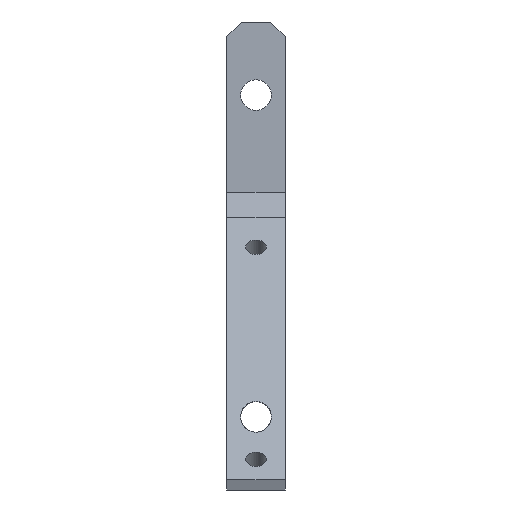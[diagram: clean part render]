
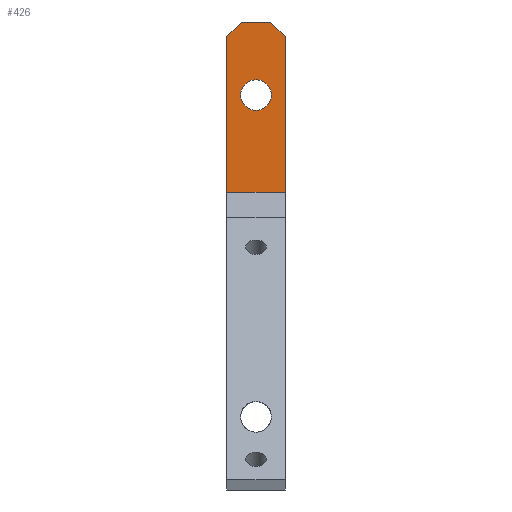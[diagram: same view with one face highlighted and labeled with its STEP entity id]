
A CAD part, front view. The second image highlights one B-rep face of the part: STEP entity #426.
In plain terms, the highlighted planar face has unit normal (0, -1, 0).
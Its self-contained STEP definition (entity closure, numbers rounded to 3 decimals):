
#21 = EDGE_CURVE('',#22,#24,#26,.T.);
#22 = VERTEX_POINT('',#23);
#23 = CARTESIAN_POINT('',(2.5,-13.5,52.));
#24 = VERTEX_POINT('',#25);
#25 = CARTESIAN_POINT('',(2.5,-13.5,30.691));
#26 = SURFACE_CURVE('',#27,(#31,#43),.PCURVE_S1.);
#27 = LINE('',#28,#29);
#28 = CARTESIAN_POINT('',(2.5,-13.5,54.));
#29 = VECTOR('',#30,1.);
#30 = DIRECTION('',(0.,0.,-1.));
#31 = PCURVE('',#32,#37);
#32 = PLANE('',#33);
#33 = AXIS2_PLACEMENT_3D('',#34,#35,#36);
#34 = CARTESIAN_POINT('',(2.5,-22.686,10.824));
#35 = DIRECTION('',(1.,0.,0.));
#36 = DIRECTION('',(0.,0.,1.));
#37 = DEFINITIONAL_REPRESENTATION('',(#38),#42);
#38 = LINE('',#39,#40);
#39 = CARTESIAN_POINT('',(43.176,-9.186));
#40 = VECTOR('',#41,1.);
#41 = DIRECTION('',(-1.,0.));
#42 = ( GEOMETRIC_REPRESENTATION_CONTEXT(2) 
PARAMETRIC_REPRESENTATION_CONTEXT() REPRESENTATION_CONTEXT('2D SPACE',''
  ) );
#43 = PCURVE('',#44,#49);
#44 = PLANE('',#45);
#45 = AXIS2_PLACEMENT_3D('',#46,#47,#48);
#46 = CARTESIAN_POINT('',(2.5,-13.5,54.));
#47 = DIRECTION('',(0.,1.,0.));
#48 = DIRECTION('',(0.,0.,-1.));
#49 = DEFINITIONAL_REPRESENTATION('',(#50),#54);
#50 = LINE('',#51,#52);
#51 = CARTESIAN_POINT('',(0.,0.));
#52 = VECTOR('',#53,1.);
#53 = DIRECTION('',(1.,0.));
#54 = ( GEOMETRIC_REPRESENTATION_CONTEXT(2) 
PARAMETRIC_REPRESENTATION_CONTEXT() REPRESENTATION_CONTEXT('2D SPACE',''
  ) );
#72 = PLANE('',#73);
#73 = AXIS2_PLACEMENT_3D('',#74,#75,#76);
#74 = CARTESIAN_POINT('',(2.5,-14.207,28.984));
#75 = DIRECTION('',(0.,0.924,-0.383));
#76 = DIRECTION('',(1.,0.,0.));
#238 = PLANE('',#239);
#239 = AXIS2_PLACEMENT_3D('',#240,#241,#242);
#240 = CARTESIAN_POINT('',(3.5,-13.5,53.));
#241 = DIRECTION('',(0.707,0.,-0.707));
#242 = DIRECTION('',(0.,1.,0.));
#426 = ADVANCED_FACE('',(#427,#558),#44,.F.);
#427 = FACE_BOUND('',#428,.F.);
#428 = EDGE_LOOP('',(#429,#459,#487,#515,#536,#537));
#429 = ORIENTED_EDGE('',*,*,#430,.T.);
#430 = EDGE_CURVE('',#431,#433,#435,.T.);
#431 = VERTEX_POINT('',#432);
#432 = CARTESIAN_POINT('',(4.5,-13.5,54.));
#433 = VERTEX_POINT('',#434);
#434 = CARTESIAN_POINT('',(8.5,-13.5,54.));
#435 = SURFACE_CURVE('',#436,(#440,#447),.PCURVE_S1.);
#436 = LINE('',#437,#438);
#437 = CARTESIAN_POINT('',(2.5,-13.5,54.));
#438 = VECTOR('',#439,1.);
#439 = DIRECTION('',(1.,0.,0.));
#440 = PCURVE('',#44,#441);
#441 = DEFINITIONAL_REPRESENTATION('',(#442),#446);
#442 = LINE('',#443,#444);
#443 = CARTESIAN_POINT('',(0.,0.));
#444 = VECTOR('',#445,1.);
#445 = DIRECTION('',(0.,-1.));
#446 = ( GEOMETRIC_REPRESENTATION_CONTEXT(2) 
PARAMETRIC_REPRESENTATION_CONTEXT() REPRESENTATION_CONTEXT('2D SPACE',''
  ) );
#447 = PCURVE('',#448,#453);
#448 = PLANE('',#449);
#449 = AXIS2_PLACEMENT_3D('',#450,#451,#452);
#450 = CARTESIAN_POINT('',(2.5,-13.5,54.));
#451 = DIRECTION('',(0.,0.,1.));
#452 = DIRECTION('',(0.,1.,0.));
#453 = DEFINITIONAL_REPRESENTATION('',(#454),#458);
#454 = LINE('',#455,#456);
#455 = CARTESIAN_POINT('',(0.,0.));
#456 = VECTOR('',#457,1.);
#457 = DIRECTION('',(0.,-1.));
#458 = ( GEOMETRIC_REPRESENTATION_CONTEXT(2) 
PARAMETRIC_REPRESENTATION_CONTEXT() REPRESENTATION_CONTEXT('2D SPACE',''
  ) );
#459 = ORIENTED_EDGE('',*,*,#460,.F.);
#460 = EDGE_CURVE('',#461,#433,#463,.T.);
#461 = VERTEX_POINT('',#462);
#462 = CARTESIAN_POINT('',(10.5,-13.5,52.));
#463 = SURFACE_CURVE('',#464,(#468,#475),.PCURVE_S1.);
#464 = LINE('',#465,#466);
#465 = CARTESIAN_POINT('',(7.5,-13.5,55.));
#466 = VECTOR('',#467,1.);
#467 = DIRECTION('',(-0.707,0.,0.707));
#468 = PCURVE('',#44,#469);
#469 = DEFINITIONAL_REPRESENTATION('',(#470),#474);
#470 = LINE('',#471,#472);
#471 = CARTESIAN_POINT('',(-1.,-5.));
#472 = VECTOR('',#473,1.);
#473 = DIRECTION('',(-0.707,0.707));
#474 = ( GEOMETRIC_REPRESENTATION_CONTEXT(2) 
PARAMETRIC_REPRESENTATION_CONTEXT() REPRESENTATION_CONTEXT('2D SPACE',''
  ) );
#475 = PCURVE('',#476,#481);
#476 = PLANE('',#477);
#477 = AXIS2_PLACEMENT_3D('',#478,#479,#480);
#478 = CARTESIAN_POINT('',(9.5,-13.5,53.));
#479 = DIRECTION('',(0.707,0.,0.707));
#480 = DIRECTION('',(0.,1.,0.));
#481 = DEFINITIONAL_REPRESENTATION('',(#482),#486);
#482 = LINE('',#483,#484);
#483 = CARTESIAN_POINT('',(0.,2.828));
#484 = VECTOR('',#485,1.);
#485 = DIRECTION('',(0.,1.));
#486 = ( GEOMETRIC_REPRESENTATION_CONTEXT(2) 
PARAMETRIC_REPRESENTATION_CONTEXT() REPRESENTATION_CONTEXT('2D SPACE',''
  ) );
#487 = ORIENTED_EDGE('',*,*,#488,.T.);
#488 = EDGE_CURVE('',#461,#489,#491,.T.);
#489 = VERTEX_POINT('',#490);
#490 = CARTESIAN_POINT('',(10.5,-13.5,30.691));
#491 = SURFACE_CURVE('',#492,(#496,#503),.PCURVE_S1.);
#492 = LINE('',#493,#494);
#493 = CARTESIAN_POINT('',(10.5,-13.5,54.));
#494 = VECTOR('',#495,1.);
#495 = DIRECTION('',(0.,0.,-1.));
#496 = PCURVE('',#44,#497);
#497 = DEFINITIONAL_REPRESENTATION('',(#498),#502);
#498 = LINE('',#499,#500);
#499 = CARTESIAN_POINT('',(0.,-8.));
#500 = VECTOR('',#501,1.);
#501 = DIRECTION('',(1.,0.));
#502 = ( GEOMETRIC_REPRESENTATION_CONTEXT(2) 
PARAMETRIC_REPRESENTATION_CONTEXT() REPRESENTATION_CONTEXT('2D SPACE',''
  ) );
#503 = PCURVE('',#504,#509);
#504 = PLANE('',#505);
#505 = AXIS2_PLACEMENT_3D('',#506,#507,#508);
#506 = CARTESIAN_POINT('',(10.5,-22.686,10.824));
#507 = DIRECTION('',(1.,0.,0.));
#508 = DIRECTION('',(0.,0.,1.));
#509 = DEFINITIONAL_REPRESENTATION('',(#510),#514);
#510 = LINE('',#511,#512);
#511 = CARTESIAN_POINT('',(43.176,-9.186));
#512 = VECTOR('',#513,1.);
#513 = DIRECTION('',(-1.,0.));
#514 = ( GEOMETRIC_REPRESENTATION_CONTEXT(2) 
PARAMETRIC_REPRESENTATION_CONTEXT() REPRESENTATION_CONTEXT('2D SPACE',''
  ) );
#515 = ORIENTED_EDGE('',*,*,#516,.F.);
#516 = EDGE_CURVE('',#24,#489,#517,.T.);
#517 = SURFACE_CURVE('',#518,(#522,#529),.PCURVE_S1.);
#518 = LINE('',#519,#520);
#519 = CARTESIAN_POINT('',(2.5,-13.5,30.691));
#520 = VECTOR('',#521,1.);
#521 = DIRECTION('',(1.,0.,0.));
#522 = PCURVE('',#44,#523);
#523 = DEFINITIONAL_REPRESENTATION('',(#524),#528);
#524 = LINE('',#525,#526);
#525 = CARTESIAN_POINT('',(23.309,0.));
#526 = VECTOR('',#527,1.);
#527 = DIRECTION('',(0.,-1.));
#528 = ( GEOMETRIC_REPRESENTATION_CONTEXT(2) 
PARAMETRIC_REPRESENTATION_CONTEXT() REPRESENTATION_CONTEXT('2D SPACE',''
  ) );
#529 = PCURVE('',#72,#530);
#530 = DEFINITIONAL_REPRESENTATION('',(#531),#535);
#531 = LINE('',#532,#533);
#532 = CARTESIAN_POINT('',(0.,-1.848));
#533 = VECTOR('',#534,1.);
#534 = DIRECTION('',(1.,0.));
#535 = ( GEOMETRIC_REPRESENTATION_CONTEXT(2) 
PARAMETRIC_REPRESENTATION_CONTEXT() REPRESENTATION_CONTEXT('2D SPACE',''
  ) );
#536 = ORIENTED_EDGE('',*,*,#21,.F.);
#537 = ORIENTED_EDGE('',*,*,#538,.T.);
#538 = EDGE_CURVE('',#22,#431,#539,.T.);
#539 = SURFACE_CURVE('',#540,(#544,#551),.PCURVE_S1.);
#540 = LINE('',#541,#542);
#541 = CARTESIAN_POINT('',(3.5,-13.5,53.));
#542 = VECTOR('',#543,1.);
#543 = DIRECTION('',(0.707,0.,0.707));
#544 = PCURVE('',#44,#545);
#545 = DEFINITIONAL_REPRESENTATION('',(#546),#550);
#546 = LINE('',#547,#548);
#547 = CARTESIAN_POINT('',(1.,-1.));
#548 = VECTOR('',#549,1.);
#549 = DIRECTION('',(-0.707,-0.707));
#550 = ( GEOMETRIC_REPRESENTATION_CONTEXT(2) 
PARAMETRIC_REPRESENTATION_CONTEXT() REPRESENTATION_CONTEXT('2D SPACE',''
  ) );
#551 = PCURVE('',#238,#552);
#552 = DEFINITIONAL_REPRESENTATION('',(#553),#557);
#553 = LINE('',#554,#555);
#554 = CARTESIAN_POINT('',(0.,0.));
#555 = VECTOR('',#556,1.);
#556 = DIRECTION('',(0.,1.));
#557 = ( GEOMETRIC_REPRESENTATION_CONTEXT(2) 
PARAMETRIC_REPRESENTATION_CONTEXT() REPRESENTATION_CONTEXT('2D SPACE',''
  ) );
#558 = FACE_BOUND('',#559,.F.);
#559 = EDGE_LOOP('',(#560));
#560 = ORIENTED_EDGE('',*,*,#561,.T.);
#561 = EDGE_CURVE('',#562,#562,#564,.T.);
#562 = VERTEX_POINT('',#563);
#563 = CARTESIAN_POINT('',(8.6,-13.5,44.));
#564 = SURFACE_CURVE('',#565,(#570,#581),.PCURVE_S1.);
#565 = CIRCLE('',#566,2.1);
#566 = AXIS2_PLACEMENT_3D('',#567,#568,#569);
#567 = CARTESIAN_POINT('',(6.5,-13.5,44.));
#568 = DIRECTION('',(0.,-1.,0.));
#569 = DIRECTION('',(1.,0.,0.));
#570 = PCURVE('',#44,#571);
#571 = DEFINITIONAL_REPRESENTATION('',(#572),#580);
#572 = ( BOUNDED_CURVE() B_SPLINE_CURVE(2,(#573,#574,#575,#576,#577,#578
,#579),.UNSPECIFIED.,.T.,.F.) B_SPLINE_CURVE_WITH_KNOTS((1,2,2,2,2,1),(
    -2.094,0.,2.094,4.189,6.283,
8.378),.UNSPECIFIED.) CURVE() GEOMETRIC_REPRESENTATION_ITEM() 
RATIONAL_B_SPLINE_CURVE((1.,0.5,1.,0.5,1.,0.5,1.)) REPRESENTATION_ITEM(
  '') );
#573 = CARTESIAN_POINT('',(10.,-6.1));
#574 = CARTESIAN_POINT('',(6.363,-6.1));
#575 = CARTESIAN_POINT('',(8.181,-2.95));
#576 = CARTESIAN_POINT('',(10.,0.2));
#577 = CARTESIAN_POINT('',(11.819,-2.95));
#578 = CARTESIAN_POINT('',(13.637,-6.1));
#579 = CARTESIAN_POINT('',(10.,-6.1));
#580 = ( GEOMETRIC_REPRESENTATION_CONTEXT(2) 
PARAMETRIC_REPRESENTATION_CONTEXT() REPRESENTATION_CONTEXT('2D SPACE',''
  ) );
#581 = PCURVE('',#582,#587);
#582 = CYLINDRICAL_SURFACE('',#583,2.1);
#583 = AXIS2_PLACEMENT_3D('',#584,#585,#586);
#584 = CARTESIAN_POINT('',(6.5,0.,44.));
#585 = DIRECTION('',(0.,-1.,0.));
#586 = DIRECTION('',(1.,0.,0.));
#587 = DEFINITIONAL_REPRESENTATION('',(#588),#592);
#588 = LINE('',#589,#590);
#589 = CARTESIAN_POINT('',(0.,13.5));
#590 = VECTOR('',#591,1.);
#591 = DIRECTION('',(1.,0.));
#592 = ( GEOMETRIC_REPRESENTATION_CONTEXT(2) 
PARAMETRIC_REPRESENTATION_CONTEXT() REPRESENTATION_CONTEXT('2D SPACE',''
  ) );
